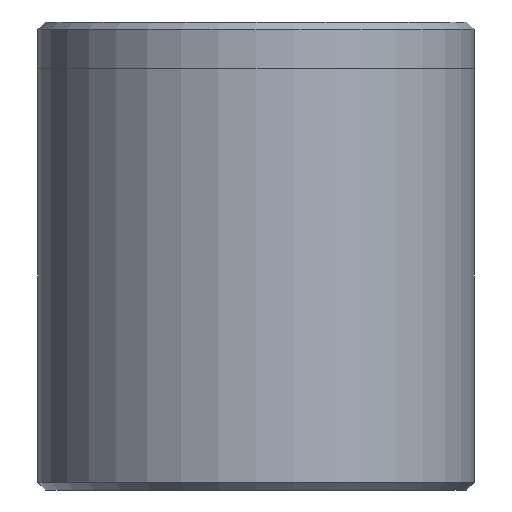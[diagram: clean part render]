
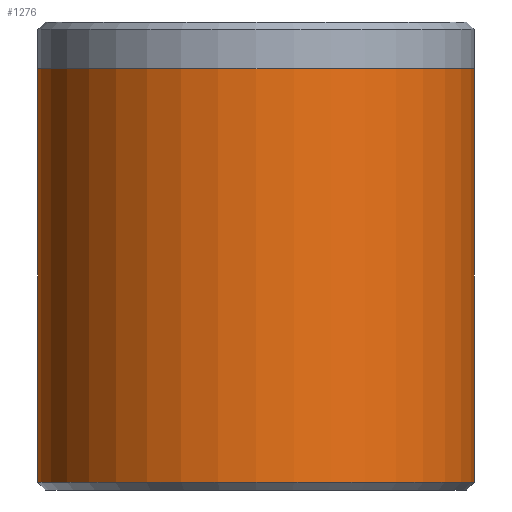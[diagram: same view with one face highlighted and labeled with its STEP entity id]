
A CAD part, front view. The second image highlights one B-rep face of the part: STEP entity #1276.
In plain terms, the highlighted cylindrical face has radius 14 mm (diameter 28 mm), a partial arc.
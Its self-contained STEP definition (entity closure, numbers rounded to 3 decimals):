
#6 = AXIS2_PLACEMENT_3D ( 'NONE', #646, #1906, #837 ) ;
#29 = DIRECTION ( 'NONE',  ( 0., 0., -1. ) ) ;
#136 = VECTOR ( 'NONE', #864, 1000. ) ;
#138 = FACE_OUTER_BOUND ( 'NONE', #1513, .T. ) ;
#174 = EDGE_CURVE ( 'NONE', #1633, #1760, #1619, .T. ) ;
#196 = VECTOR ( 'NONE', #29, 1000. ) ;
#397 = DIRECTION ( 'NONE',  ( -1., 0., 0. ) ) ;
#560 = CARTESIAN_POINT ( 'NONE',  ( -14., 0., 27. ) ) ;
#646 = CARTESIAN_POINT ( 'NONE',  ( 0., 0., 27. ) ) ;
#660 = LINE ( 'NONE', #910, #196 ) ;
#706 = ORIENTED_EDGE ( 'NONE', *, *, #1577, .T. ) ;
#822 = EDGE_CURVE ( 'NONE', #1722, #966, #1616, .T. ) ;
#837 = DIRECTION ( 'NONE',  ( 1., 0., 0. ) ) ;
#864 = DIRECTION ( 'NONE',  ( 0., 0., -1. ) ) ;
#910 = CARTESIAN_POINT ( 'NONE',  ( 14., 0., 30. ) ) ;
#936 = CARTESIAN_POINT ( 'NONE',  ( 0., 0., 30. ) ) ;
#966 = VERTEX_POINT ( 'NONE', #1043 ) ;
#1043 = CARTESIAN_POINT ( 'NONE',  ( 14., 0., 27. ) ) ;
#1182 = EDGE_CURVE ( 'NONE', #966, #1760, #660, .T. ) ;
#1276 = ADVANCED_FACE ( 'NONE', ( #138 ), #1873, .T. ) ;
#1294 = DIRECTION ( 'NONE',  ( 1., 0., 0. ) ) ;
#1299 = DIRECTION ( 'NONE',  ( 0., 0., -1. ) ) ;
#1300 = DIRECTION ( 'NONE',  ( 0., 0., 1. ) ) ;
#1315 = ORIENTED_EDGE ( 'NONE', *, *, #1182, .F. ) ;
#1393 = CARTESIAN_POINT ( 'NONE',  ( -14., 0., 30. ) ) ;
#1396 = AXIS2_PLACEMENT_3D ( 'NONE', #1461, #1300, #1294 ) ;
#1414 = CARTESIAN_POINT ( 'NONE',  ( -14., 0., 0.5 ) ) ;
#1461 = CARTESIAN_POINT ( 'NONE',  ( 0., 0., 0.5 ) ) ;
#1503 = AXIS2_PLACEMENT_3D ( 'NONE', #936, #1299, #397 ) ;
#1513 = EDGE_LOOP ( 'NONE', ( #1315, #1802, #706, #2234 ) ) ;
#1556 = LINE ( 'NONE', #1393, #136 ) ;
#1577 = EDGE_CURVE ( 'NONE', #1722, #1633, #1556, .T. ) ;
#1616 = CIRCLE ( 'NONE', #6, 14. ) ;
#1619 = CIRCLE ( 'NONE', #1396, 14. ) ;
#1633 = VERTEX_POINT ( 'NONE', #1414 ) ;
#1722 = VERTEX_POINT ( 'NONE', #560 ) ;
#1760 = VERTEX_POINT ( 'NONE', #2171 ) ;
#1802 = ORIENTED_EDGE ( 'NONE', *, *, #822, .F. ) ;
#1873 = CYLINDRICAL_SURFACE ( 'NONE', #1503, 14. ) ;
#1906 = DIRECTION ( 'NONE',  ( 0., 0., 1. ) ) ;
#2171 = CARTESIAN_POINT ( 'NONE',  ( 14., 0., 0.5 ) ) ;
#2234 = ORIENTED_EDGE ( 'NONE', *, *, #174, .T. ) ;
